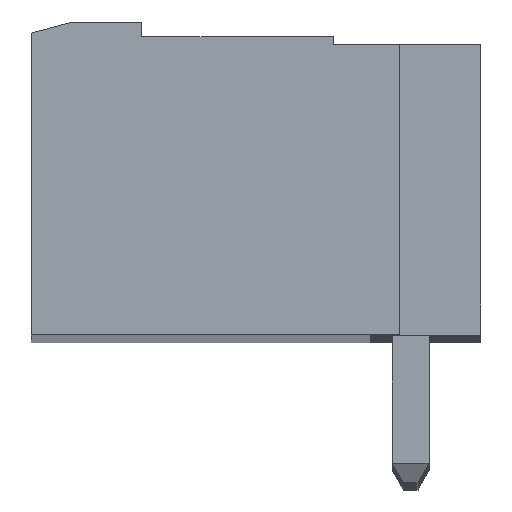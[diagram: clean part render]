
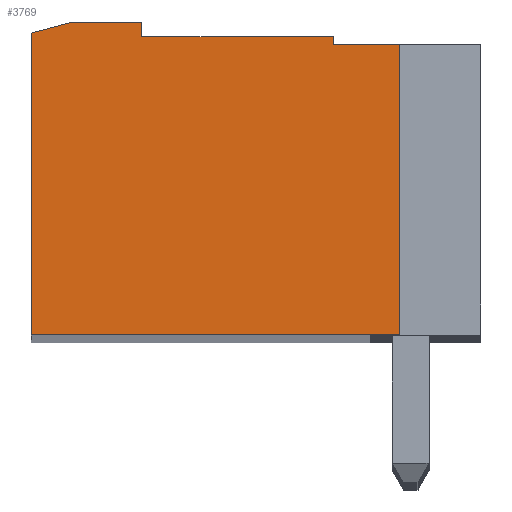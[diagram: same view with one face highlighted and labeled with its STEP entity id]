
A CAD part, top view. The second image highlights one B-rep face of the part: STEP entity #3769.
In plain terms, the highlighted planar face has unit normal (0, 0, 1).
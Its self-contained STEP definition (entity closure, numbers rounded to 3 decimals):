
#3769 = ADVANCED_FACE( '', ( #7687 ), #7688, .T. );
#7687 = FACE_OUTER_BOUND( '', #11681, .T. );
#7688 = PLANE( '', #11682 );
#11681 = EDGE_LOOP( '', ( #23184, #23185, #23186, #23187, #23188, #23189, #23190, #23191, #23192 ) );
#11682 = AXIS2_PLACEMENT_3D( '', #23193, #23194, #23195 );
#23184 = ORIENTED_EDGE( '', *, *, #26542, .F. );
#23185 = ORIENTED_EDGE( '', *, *, #28008, .F. );
#23186 = ORIENTED_EDGE( '', *, *, #28263, .F. );
#23187 = ORIENTED_EDGE( '', *, *, #28250, .F. );
#23188 = ORIENTED_EDGE( '', *, *, #24373, .F. );
#23189 = ORIENTED_EDGE( '', *, *, #28208, .F. );
#23190 = ORIENTED_EDGE( '', *, *, #25473, .F. );
#23191 = ORIENTED_EDGE( '', *, *, #24759, .F. );
#23192 = ORIENTED_EDGE( '', *, *, #27965, .F. );
#23193 = CARTESIAN_POINT( '', ( 204.225, 204.11, 107.68 ) );
#23194 = DIRECTION( '', ( 0., 0., 1. ) );
#23195 = DIRECTION( '', ( 0., 1., 0. ) );
#24373 = EDGE_CURVE( '', #29517, #29520, #29521, .T. );
#24759 = EDGE_CURVE( '', #30162, #30157, #30164, .T. );
#25473 = EDGE_CURVE( '', #30157, #31355, #31356, .T. );
#26542 = EDGE_CURVE( '', #32954, #32956, #32957, .T. );
#27965 = EDGE_CURVE( '', #32956, #30162, #34705, .T. );
#28008 = EDGE_CURVE( '', #34751, #32954, #34753, .T. );
#28208 = EDGE_CURVE( '', #31355, #29517, #34970, .T. );
#28250 = EDGE_CURVE( '', #29520, #35013, #35014, .T. );
#28263 = EDGE_CURVE( '', #35013, #34751, #35027, .T. );
#29517 = VERTEX_POINT( '', #36819 );
#29520 = VERTEX_POINT( '', #36823 );
#29521 = LINE( '', #36824, #36825 );
#30157 = VERTEX_POINT( '', #37759 );
#30162 = VERTEX_POINT( '', #37766 );
#30164 = LINE( '', #37769, #37770 );
#31355 = VERTEX_POINT( '', #39542 );
#31356 = LINE( '', #39543, #39544 );
#32954 = VERTEX_POINT( '', #41968 );
#32956 = VERTEX_POINT( '', #41971 );
#32957 = LINE( '', #41972, #41973 );
#34705 = LINE( '', #44609, #44610 );
#34751 = VERTEX_POINT( '', #44675 );
#34753 = LINE( '', #44678, #44679 );
#34970 = LINE( '', #44971, #44972 );
#35013 = VERTEX_POINT( '', #45023 );
#35014 = LINE( '', #45024, #45025 );
#35027 = LINE( '', #45041, #45042 );
#36819 = CARTESIAN_POINT( '', ( 197.225, 204.31, 107.68 ) );
#36823 = CARTESIAN_POINT( '', ( 202.425, 204.31, 107.68 ) );
#36824 = CARTESIAN_POINT( '', ( 202.425, 204.31, 107.68 ) );
#36825 = VECTOR( '', #45703, 1000. );
#37759 = CARTESIAN_POINT( '', ( 195.345, 204.71, 107.68 ) );
#37766 = CARTESIAN_POINT( '', ( 194.225, 204.41, 107.68 ) );
#37769 = CARTESIAN_POINT( '', ( 195.345, 204.71, 107.68 ) );
#37770 = VECTOR( '', #46029, 1000. );
#39542 = CARTESIAN_POINT( '', ( 197.225, 204.71, 107.68 ) );
#39543 = CARTESIAN_POINT( '', ( 197.225, 204.71, 107.68 ) );
#39544 = VECTOR( '', #46659, 1000. );
#41968 = CARTESIAN_POINT( '', ( 204.225, 196.21, 107.68 ) );
#41971 = CARTESIAN_POINT( '', ( 194.225, 196.21, 107.68 ) );
#41972 = CARTESIAN_POINT( '', ( 194.225, 196.21, 107.68 ) );
#41973 = VECTOR( '', #47565, 1000. );
#44609 = CARTESIAN_POINT( '', ( 194.225, 204.41, 107.68 ) );
#44610 = VECTOR( '', #48577, 1000. );
#44675 = CARTESIAN_POINT( '', ( 204.225, 204.11, 107.68 ) );
#44678 = CARTESIAN_POINT( '', ( 204.225, 196.21, 107.68 ) );
#44679 = VECTOR( '', #48613, 1000. );
#44971 = CARTESIAN_POINT( '', ( 197.225, 204.31, 107.68 ) );
#44972 = VECTOR( '', #48716, 1000. );
#45023 = CARTESIAN_POINT( '', ( 202.425, 204.11, 107.68 ) );
#45024 = CARTESIAN_POINT( '', ( 202.425, 204.11, 107.68 ) );
#45025 = VECTOR( '', #48731, 1000. );
#45041 = CARTESIAN_POINT( '', ( 204.225, 204.11, 107.68 ) );
#45042 = VECTOR( '', #48735, 1000. );
#45703 = DIRECTION( '', ( 1., 0., 0. ) );
#46029 = DIRECTION( '', ( 0.966, 0.259, 0. ) );
#46659 = DIRECTION( '', ( 1., 0., 0. ) );
#47565 = DIRECTION( '', ( -1., 0., 0. ) );
#48577 = DIRECTION( '', ( 0., 1., 0. ) );
#48613 = DIRECTION( '', ( 0., -1., 0. ) );
#48716 = DIRECTION( '', ( 0., -1., 0. ) );
#48731 = DIRECTION( '', ( 0., -1., 0. ) );
#48735 = DIRECTION( '', ( 1., 0., 0. ) );
